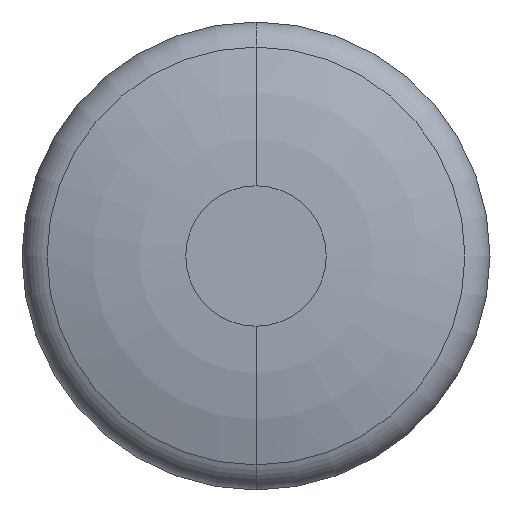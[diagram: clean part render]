
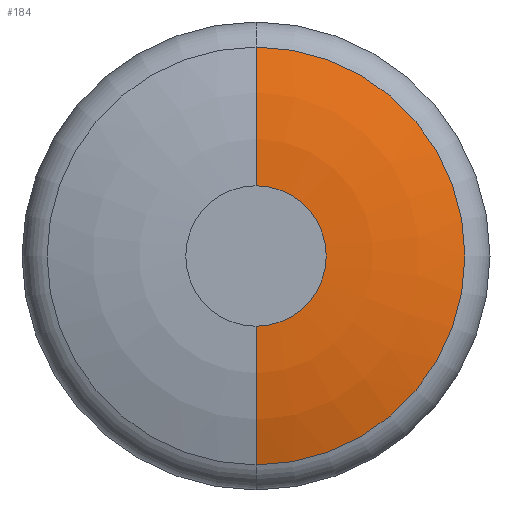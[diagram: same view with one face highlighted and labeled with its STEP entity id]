
A CAD part, front view. The second image highlights one B-rep face of the part: STEP entity #184.
In plain terms, the highlighted toroidal (fillet/blend) face has major radius 1.905 mm and minor radius 11.43 mm.
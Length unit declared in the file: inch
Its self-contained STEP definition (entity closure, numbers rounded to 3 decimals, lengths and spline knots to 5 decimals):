
#13 = ORIENTED_EDGE ( 'NONE', *, *, #38, .F. ) ;
#38 = EDGE_CURVE ( 'NONE', #246, #194, #235, .T. ) ;
#43 = CARTESIAN_POINT ( 'NONE',  ( 0., 0., -0.075 ) ) ;
#51 = DIRECTION ( 'NONE',  ( 0., -1., 0. ) ) ;
#57 = ORIENTED_EDGE ( 'NONE', *, *, #483, .F. ) ;
#62 = CIRCLE ( 'NONE', #345, 0.45 ) ;
#65 = CARTESIAN_POINT ( 'NONE',  ( 0., 0.02509, -0.22317 ) ) ;
#71 = CARTESIAN_POINT ( 'NONE',  ( 0., 0., 0. ) ) ;
#73 = CIRCLE ( 'NONE', #391, 0.22317 ) ;
#104 = EDGE_LOOP ( 'NONE', ( #170, #301, #13, #57 ) ) ;
#117 = EDGE_CURVE ( 'NONE', #392, #373, #73, .T. ) ;
#145 = DIRECTION ( 'NONE',  ( 0., 0., -1. ) ) ;
#170 = ORIENTED_EDGE ( 'NONE', *, *, #117, .T. ) ;
#184 = ADVANCED_FACE ( 'NONE', ( #230 ), #363, .T. ) ;
#192 = CARTESIAN_POINT ( 'NONE',  ( 0., 0.45, 0.075 ) ) ;
#194 = VERTEX_POINT ( 'NONE', #442 ) ;
#218 = AXIS2_PLACEMENT_3D ( 'NONE', #192, #401, #300 ) ;
#230 = FACE_OUTER_BOUND ( 'NONE', #104, .T. ) ;
#235 = CIRCLE ( 'NONE', #413, 0.075 ) ;
#246 = VERTEX_POINT ( 'NONE', #43 ) ;
#273 = DIRECTION ( 'NONE',  ( 0., -1., 0. ) ) ;
#289 = CIRCLE ( 'NONE', #218, 0.45 ) ;
#300 = DIRECTION ( 'NONE',  ( 0., 0., -1. ) ) ;
#301 = ORIENTED_EDGE ( 'NONE', *, *, #438, .T. ) ;
#302 = DIRECTION ( 'NONE',  ( 0., 0., 1. ) ) ;
#335 = CARTESIAN_POINT ( 'NONE',  ( 0., 0.02509, 0.22317 ) ) ;
#345 = AXIS2_PLACEMENT_3D ( 'NONE', #474, #476, #302 ) ;
#363 = TOROIDAL_SURFACE ( 'NONE', #405, 0.075, 0.45 ) ;
#373 = VERTEX_POINT ( 'NONE', #335 ) ;
#391 = AXIS2_PLACEMENT_3D ( 'NONE', #424, #51, #465 ) ;
#392 = VERTEX_POINT ( 'NONE', #65 ) ;
#401 = DIRECTION ( 'NONE',  ( 1., 0., 0. ) ) ;
#405 = AXIS2_PLACEMENT_3D ( 'NONE', #407, #273, #145 ) ;
#407 = CARTESIAN_POINT ( 'NONE',  ( 0., 0.45, 0. ) ) ;
#413 = AXIS2_PLACEMENT_3D ( 'NONE', #71, #453, #482 ) ;
#424 = CARTESIAN_POINT ( 'NONE',  ( 0., 0.02509, 0. ) ) ;
#438 = EDGE_CURVE ( 'NONE', #373, #194, #289, .T. ) ;
#442 = CARTESIAN_POINT ( 'NONE',  ( 0., 0., 0.075 ) ) ;
#453 = DIRECTION ( 'NONE',  ( 0., -1., 0. ) ) ;
#465 = DIRECTION ( 'NONE',  ( 0., 0., -1. ) ) ;
#474 = CARTESIAN_POINT ( 'NONE',  ( 0., 0.45, -0.075 ) ) ;
#476 = DIRECTION ( 'NONE',  ( -1., 0., 0. ) ) ;
#482 = DIRECTION ( 'NONE',  ( 0., 0., -1. ) ) ;
#483 = EDGE_CURVE ( 'NONE', #392, #246, #62, .T. ) ;
